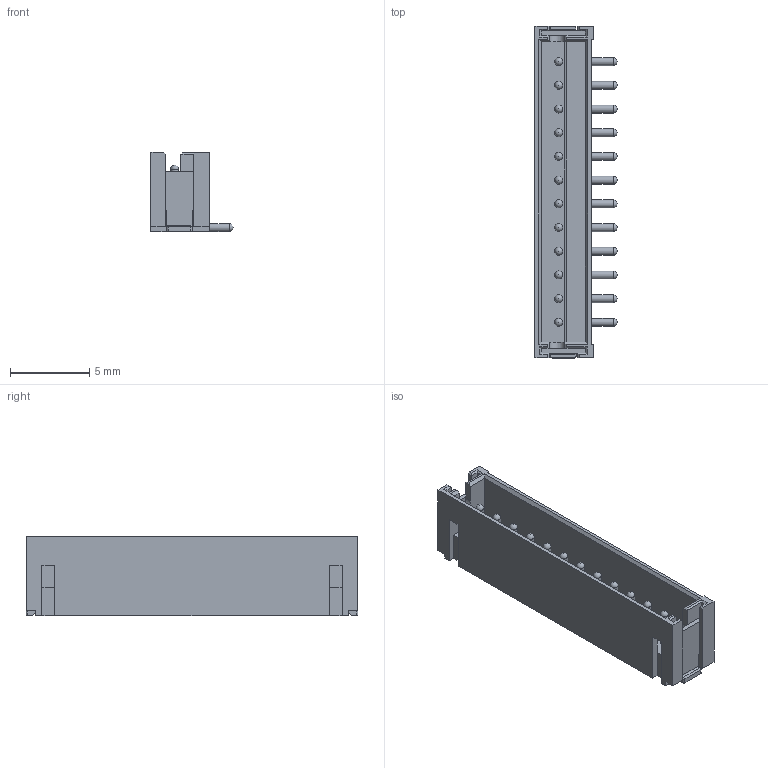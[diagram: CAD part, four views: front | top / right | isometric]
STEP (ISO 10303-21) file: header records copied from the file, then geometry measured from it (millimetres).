
FILE_DESCRIPTION(/* description */ (''),/* implementation_level */ '2;1');
FILE_NAME(/* name */ 'B12B-ZR-SM4-TF.step',/* time_stamp */ '2023-11-07T16:20:31+03:00',/* author */ ('Sandman'),/* organization */ (''),/* preprocessor_version */ 'ST-DEVELOPER v18.1',/* originating_system */ 'Autodesk Inventor 2021',/* authorisation */ '');
FILE_SCHEMA (('AUTOMOTIVE_DESIGN { 1 0 10303 214 3 1 1 }'));
Length unit declared in the file: millimetre
Products named in the file (1): ZH_connector
Bounding box: 5.2 x 21 x 5 mm (x, y, z)
Volume: 182.7 mm3; surface area: 733.3 mm2
Topology: 1 solids, 1 shells, 228 faces, 648 edges, 418 vertices
Faces by surface type: plane 146, cylinder 46, sphere 24, torus 12
Full cylindrical faces by diameter (mm): 0.5 x36
Entity records: 7396 total; most frequent: CARTESIAN_POINT 1271, ORIENTED_EDGE 1248, DIRECTION 1246, EDGE_CURVE 624, LINE 460, VECTOR 460, VERTEX_POINT 418, AXIS2_PLACEMENT_3D 393
